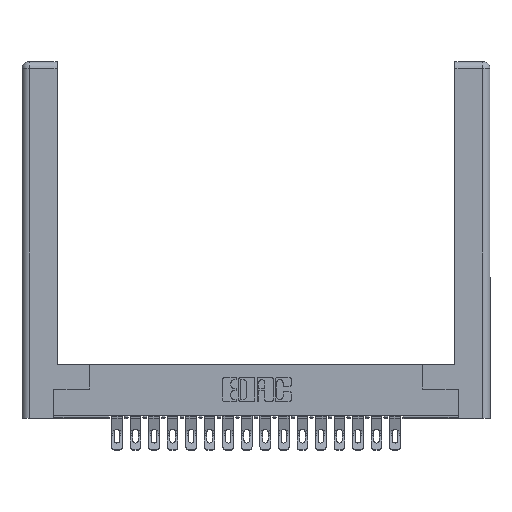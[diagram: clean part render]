
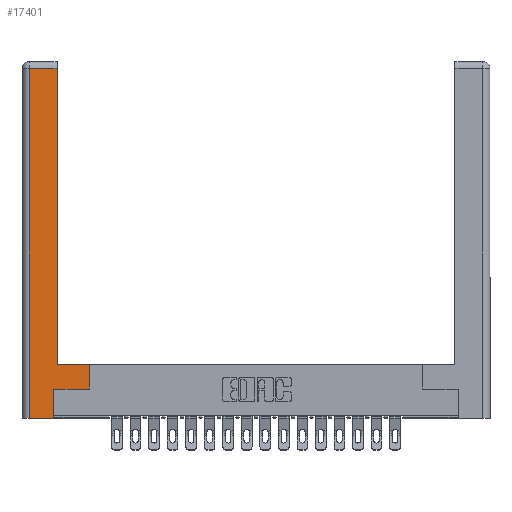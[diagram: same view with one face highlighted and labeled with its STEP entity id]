
A CAD part, top view. The second image highlights one B-rep face of the part: STEP entity #17401.
In plain terms, the highlighted planar face has unit normal (0, 0, 1).
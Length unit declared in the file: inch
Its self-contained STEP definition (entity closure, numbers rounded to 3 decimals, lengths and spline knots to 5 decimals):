
#1033 = DIRECTION ( 'NONE',  ( 1., 0., 0. ) ) ;
#1199 = CARTESIAN_POINT ( 'NONE',  ( 0.295, 0.45, 0. ) ) ;
#1592 = AXIS2_PLACEMENT_3D ( 'NONE', #13002, #16654, #12921 ) ;
#1957 = DIRECTION ( 'NONE',  ( 1., 0., 0. ) ) ;
#2185 = VECTOR ( 'NONE', #18295, 39.37008 ) ;
#2248 = CARTESIAN_POINT ( 'NONE',  ( 0.565, 0.45, 0. ) ) ;
#3204 = CARTESIAN_POINT ( 'NONE',  ( 0.0615, 2.94, 0. ) ) ;
#3621 = DIRECTION ( 'NONE',  ( -1., 0., 0. ) ) ;
#3960 = ORIENTED_EDGE ( 'NONE', *, *, #12186, .T. ) ;
#4287 = CARTESIAN_POINT ( 'NONE',  ( 0.565, 0.245, 0. ) ) ;
#4473 = EDGE_CURVE ( 'NONE', #22293, #12982, #6539, .T. ) ;
#4533 = CARTESIAN_POINT ( 'NONE',  ( 0.565, 0.245, 0. ) ) ;
#4631 = ORIENTED_EDGE ( 'NONE', *, *, #5823, .T. ) ;
#4803 = VECTOR ( 'NONE', #16629, 39.37008 ) ;
#4947 = DIRECTION ( 'NONE',  ( 0., 1., 0. ) ) ;
#5504 = LINE ( 'NONE', #12524, #7510 ) ;
#5823 = EDGE_CURVE ( 'NONE', #9776, #11090, #10240, .T. ) ;
#5878 = DIRECTION ( 'NONE',  ( 0., 1., 0. ) ) ;
#6539 = LINE ( 'NONE', #3204, #16619 ) ;
#6581 = CARTESIAN_POINT ( 'NONE',  ( 0.265, 0., 0. ) ) ;
#6739 = LINE ( 'NONE', #12880, #2185 ) ;
#6768 = DIRECTION ( 'NONE',  ( -1., 0., 0. ) ) ;
#7036 = FACE_OUTER_BOUND ( 'NONE', #22136, .T. ) ;
#7357 = CARTESIAN_POINT ( 'NONE',  ( 0.0615, 2.94, 0. ) ) ;
#7510 = VECTOR ( 'NONE', #4947, 39.37008 ) ;
#7759 = VECTOR ( 'NONE', #1957, 39.37008 ) ;
#8372 = VERTEX_POINT ( 'NONE', #15001 ) ;
#8470 = VECTOR ( 'NONE', #1033, 39.37008 ) ;
#9172 = VERTEX_POINT ( 'NONE', #1199 ) ;
#9776 = VERTEX_POINT ( 'NONE', #6581 ) ;
#9856 = EDGE_CURVE ( 'NONE', #11090, #17497, #22031, .T. ) ;
#10232 = VECTOR ( 'NONE', #3621, 39.37008 ) ;
#10240 = LINE ( 'NONE', #15605, #4803 ) ;
#10475 = EDGE_CURVE ( 'NONE', #12982, #11798, #6739, .T. ) ;
#11090 = VERTEX_POINT ( 'NONE', #11353 ) ;
#11283 = ORIENTED_EDGE ( 'NONE', *, *, #9856, .T. ) ;
#11353 = CARTESIAN_POINT ( 'NONE',  ( 0.265, 0.245, 0. ) ) ;
#11437 = CARTESIAN_POINT ( 'NONE',  ( 0.295, 2.94, 0. ) ) ;
#11798 = VERTEX_POINT ( 'NONE', #15474 ) ;
#12186 = EDGE_CURVE ( 'NONE', #9172, #22293, #5504, .T. ) ;
#12524 = CARTESIAN_POINT ( 'NONE',  ( 0.295, 3., 0. ) ) ;
#12880 = CARTESIAN_POINT ( 'NONE',  ( 0.0615, 0., 0. ) ) ;
#12887 = CARTESIAN_POINT ( 'NONE',  ( 0.265, 0., 0. ) ) ;
#12921 = DIRECTION ( 'NONE',  ( -1., 0., 0. ) ) ;
#12982 = VERTEX_POINT ( 'NONE', #7357 ) ;
#13002 = CARTESIAN_POINT ( 'NONE',  ( 0., 0., 0. ) ) ;
#14405 = ORIENTED_EDGE ( 'NONE', *, *, #4473, .T. ) ;
#14514 = ORIENTED_EDGE ( 'NONE', *, *, #22159, .T. ) ;
#15001 = CARTESIAN_POINT ( 'NONE',  ( 0.565, 0.45, 0. ) ) ;
#15034 = VECTOR ( 'NONE', #5878, 39.37008 ) ;
#15130 = LINE ( 'NONE', #16532, #10232 ) ;
#15474 = CARTESIAN_POINT ( 'NONE',  ( 0.0615, 0., 0. ) ) ;
#15605 = CARTESIAN_POINT ( 'NONE',  ( 0.265, 0.245, 0. ) ) ;
#16478 = PLANE ( 'NONE',  #1592 ) ;
#16532 = CARTESIAN_POINT ( 'NONE',  ( 0.295, 0.45, 0. ) ) ;
#16619 = VECTOR ( 'NONE', #6768, 39.37008 ) ;
#16629 = DIRECTION ( 'NONE',  ( 0., 1., 0. ) ) ;
#16654 = DIRECTION ( 'NONE',  ( 0., 0., -1. ) ) ;
#16695 = EDGE_CURVE ( 'NONE', #8372, #9172, #15130, .T. ) ;
#17401 = ADVANCED_FACE ( 'NONE', ( #7036 ), #16478, .F. ) ;
#17497 = VERTEX_POINT ( 'NONE', #4287 ) ;
#18295 = DIRECTION ( 'NONE',  ( 0., -1., 0. ) ) ;
#18419 = LINE ( 'NONE', #12887, #7759 ) ;
#19018 = EDGE_CURVE ( 'NONE', #17497, #8372, #20559, .T. ) ;
#20559 = LINE ( 'NONE', #2248, #15034 ) ;
#21991 = ORIENTED_EDGE ( 'NONE', *, *, #19018, .T. ) ;
#22031 = LINE ( 'NONE', #4533, #8470 ) ;
#22136 = EDGE_LOOP ( 'NONE', ( #3960, #14405, #23063, #14514, #4631, #11283, #21991, #22361 ) ) ;
#22159 = EDGE_CURVE ( 'NONE', #11798, #9776, #18419, .T. ) ;
#22293 = VERTEX_POINT ( 'NONE', #11437 ) ;
#22361 = ORIENTED_EDGE ( 'NONE', *, *, #16695, .T. ) ;
#23063 = ORIENTED_EDGE ( 'NONE', *, *, #10475, .T. ) ;
